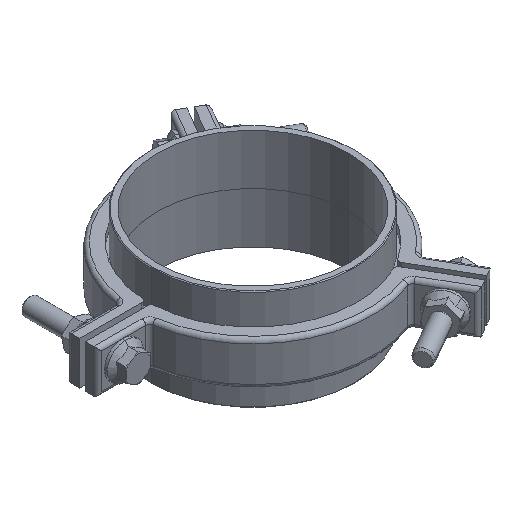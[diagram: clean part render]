
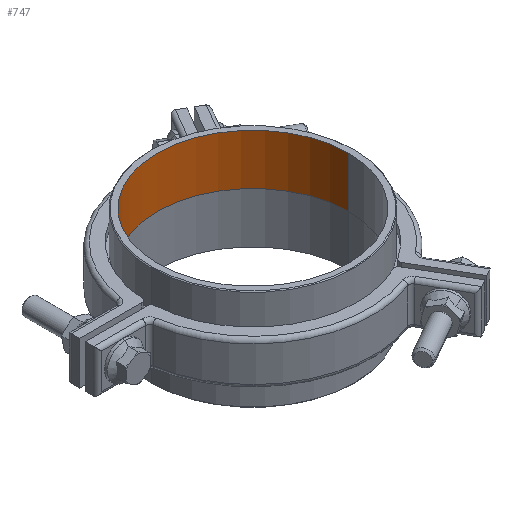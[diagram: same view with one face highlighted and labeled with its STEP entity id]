
A CAD part, isometric view. The second image highlights one B-rep face of the part: STEP entity #747.
In plain terms, the highlighted cylindrical face has radius 66.25 mm (diameter 132.5 mm), a partial arc.
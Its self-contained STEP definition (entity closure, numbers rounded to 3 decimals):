
#606 = EDGE_CURVE ( 'NONE', #626, #625, #2005, .T. ) ;
#625 = VERTEX_POINT ( 'NONE', #2077 ) ;
#626 = VERTEX_POINT ( 'NONE', #2076 ) ;
#628 = EDGE_CURVE ( 'NONE', #625, #629, #2075, .T. ) ;
#629 = VERTEX_POINT ( 'NONE', #2071 ) ;
#642 = VERTEX_POINT ( 'NONE', #2055 ) ;
#644 = EDGE_CURVE ( 'NONE', #626, #642, #2118, .T. ) ;
#668 = EDGE_LOOP ( 'NONE', ( #669, #670, #671, #672 ) ) ;
#669 = ORIENTED_EDGE ( 'NONE', *, *, #628, .F. ) ;
#670 = ORIENTED_EDGE ( 'NONE', *, *, #606, .F. ) ;
#671 = ORIENTED_EDGE ( 'NONE', *, *, #644, .T. ) ;
#672 = ORIENTED_EDGE ( 'NONE', *, *, #745, .T. ) ;
#745 = EDGE_CURVE ( 'NONE', #642, #629, #2262, .T. ) ;
#747 = ADVANCED_FACE ( 'NONE', ( #2257 ), #2256, .F. ) ;
#2002 = DIRECTION ( 'NONE',  ( 1., 0., 0. ) ) ;
#2003 = DIRECTION ( 'NONE',  ( 0., 0., 1. ) ) ;
#2004 = AXIS2_PLACEMENT_3D ( 'NONE', #2012, #2003, #2002 ) ;
#2005 = CIRCLE ( 'NONE', #2004, 66.25 ) ;
#2012 = CARTESIAN_POINT ( 'NONE',  ( 0., 0., 0. ) ) ;
#2055 = CARTESIAN_POINT ( 'NONE',  ( 66.25, 0., 35. ) ) ;
#2071 = CARTESIAN_POINT ( 'NONE',  ( -66.25, 0., 35. ) ) ;
#2072 = DIRECTION ( 'NONE',  ( 0., 0., 1. ) ) ;
#2073 = VECTOR ( 'NONE', #2072, 1000. ) ;
#2074 = CARTESIAN_POINT ( 'NONE',  ( -66.25, 0., 35. ) ) ;
#2075 = LINE ( 'NONE', #2074, #2073 ) ;
#2076 = CARTESIAN_POINT ( 'NONE',  ( 66.25, 0., 0. ) ) ;
#2077 = CARTESIAN_POINT ( 'NONE',  ( -66.25, 0., 0. ) ) ;
#2115 = DIRECTION ( 'NONE',  ( 0., 0., 1. ) ) ;
#2116 = VECTOR ( 'NONE', #2115, 1000. ) ;
#2117 = CARTESIAN_POINT ( 'NONE',  ( 66.25, 0., 35. ) ) ;
#2118 = LINE ( 'NONE', #2117, #2116 ) ;
#2251 = DIRECTION ( 'NONE',  ( 1., 0., 0. ) ) ;
#2252 = DIRECTION ( 'NONE',  ( 0., 0., 1. ) ) ;
#2253 = CARTESIAN_POINT ( 'NONE',  ( 0., 0., 35. ) ) ;
#2254 = AXIS2_PLACEMENT_3D ( 'NONE', #2253, #2252, #2251 ) ;
#2256 = CYLINDRICAL_SURFACE ( 'NONE', #2254, 66.25 ) ;
#2257 = FACE_OUTER_BOUND ( 'NONE', #668, .T. ) ;
#2258 = DIRECTION ( 'NONE',  ( 1., 0., 0. ) ) ;
#2259 = DIRECTION ( 'NONE',  ( 0., 0., 1. ) ) ;
#2260 = CARTESIAN_POINT ( 'NONE',  ( 0., 0., 35. ) ) ;
#2261 = AXIS2_PLACEMENT_3D ( 'NONE', #2260, #2259, #2258 ) ;
#2262 = CIRCLE ( 'NONE', #2261, 66.25 ) ;
